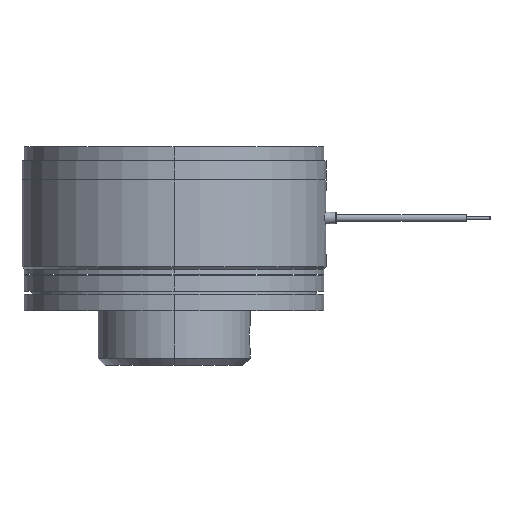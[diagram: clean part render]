
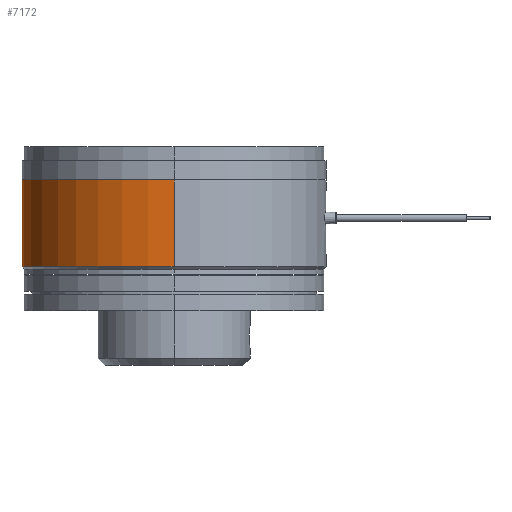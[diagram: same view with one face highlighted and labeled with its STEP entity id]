
A CAD part, left-side view. The second image highlights one B-rep face of the part: STEP entity #7172.
In plain terms, the highlighted cylindrical face has radius 32 mm (diameter 64 mm), a partial arc.
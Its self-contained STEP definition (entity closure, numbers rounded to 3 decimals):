
#10 = CARTESIAN_POINT ( 'NONE',  ( 32., 0., -7. ) ) ;
#2793 = ORIENTED_EDGE ( 'NONE', *, *, #2860, .F. ) ;
#2860 = EDGE_CURVE ( 'NONE', #5503, #7980, #4091, .T. ) ;
#3588 = VERTEX_POINT ( 'NONE', #8675 ) ;
#3668 = DIRECTION ( 'NONE',  ( 1., 0., 0. ) ) ;
#3722 = EDGE_CURVE ( 'NONE', #10850, #7980, #8774, .T. ) ;
#4091 = CIRCLE ( 'NONE', #7351, 32. ) ;
#4155 = CARTESIAN_POINT ( 'NONE',  ( 32., 0., -2.374 ) ) ;
#4234 = DIRECTION ( 'NONE',  ( 0., 0., 1. ) ) ;
#4366 = CYLINDRICAL_SURFACE ( 'NONE', #8144, 32. ) ;
#4473 = CARTESIAN_POINT ( 'NONE',  ( -32., 0., -25.3 ) ) ;
#4482 = VECTOR ( 'NONE', #9024, 1000. ) ;
#4602 = CARTESIAN_POINT ( 'NONE',  ( -32., 0., -7. ) ) ;
#4695 = DIRECTION ( 'NONE',  ( 0., 0., 1. ) ) ;
#4779 = DIRECTION ( 'NONE',  ( 0., 0., 1. ) ) ;
#4835 = CARTESIAN_POINT ( 'NONE',  ( -32., 0., -2.374 ) ) ;
#4950 = EDGE_CURVE ( 'NONE', #3588, #10850, #12348, .T. ) ;
#5260 = FACE_OUTER_BOUND ( 'NONE', #11903, .T. ) ;
#5503 = VERTEX_POINT ( 'NONE', #10 ) ;
#6515 = AXIS2_PLACEMENT_3D ( 'NONE', #12485, #4695, #9691 ) ;
#6634 = DIRECTION ( 'NONE',  ( 0., 0., 1. ) ) ;
#6991 = EDGE_CURVE ( 'NONE', #3588, #5503, #8081, .T. ) ;
#7172 = ADVANCED_FACE ( 'NONE', ( #5260 ), #4366, .T. ) ;
#7351 = AXIS2_PLACEMENT_3D ( 'NONE', #11261, #6634, #3668 ) ;
#7980 = VERTEX_POINT ( 'NONE', #4602 ) ;
#8081 = LINE ( 'NONE', #4155, #4482 ) ;
#8144 = AXIS2_PLACEMENT_3D ( 'NONE', #9058, #4234, #11899 ) ;
#8576 = VECTOR ( 'NONE', #4779, 1000. ) ;
#8643 = ORIENTED_EDGE ( 'NONE', *, *, #3722, .T. ) ;
#8675 = CARTESIAN_POINT ( 'NONE',  ( 32., 0., -25.3 ) ) ;
#8774 = LINE ( 'NONE', #4835, #8576 ) ;
#9024 = DIRECTION ( 'NONE',  ( 0., 0., 1. ) ) ;
#9058 = CARTESIAN_POINT ( 'NONE',  ( 0., 0., -2.374 ) ) ;
#9691 = DIRECTION ( 'NONE',  ( 1., 0., 0. ) ) ;
#10850 = VERTEX_POINT ( 'NONE', #4473 ) ;
#11261 = CARTESIAN_POINT ( 'NONE',  ( 0., 0., -7. ) ) ;
#11325 = ORIENTED_EDGE ( 'NONE', *, *, #6991, .F. ) ;
#11899 = DIRECTION ( 'NONE',  ( 1., 0., 0. ) ) ;
#11903 = EDGE_LOOP ( 'NONE', ( #12476, #8643, #2793, #11325 ) ) ;
#12348 = CIRCLE ( 'NONE', #6515, 32. ) ;
#12476 = ORIENTED_EDGE ( 'NONE', *, *, #4950, .T. ) ;
#12485 = CARTESIAN_POINT ( 'NONE',  ( 0., 0., -25.3 ) ) ;
